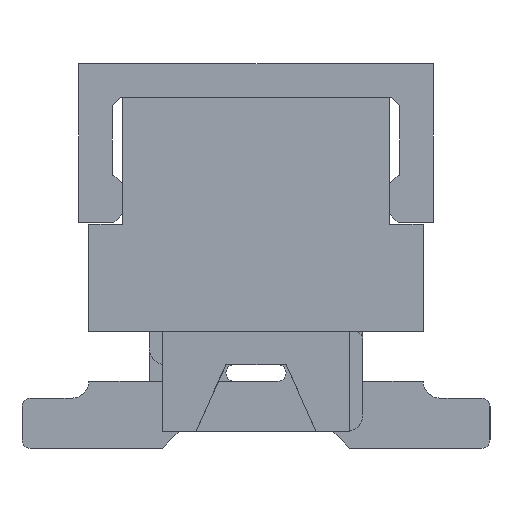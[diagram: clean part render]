
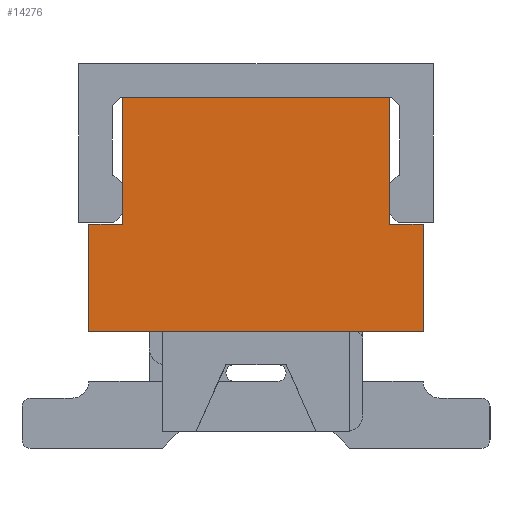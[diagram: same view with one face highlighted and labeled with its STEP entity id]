
A CAD part, left-side view. The second image highlights one B-rep face of the part: STEP entity #14276.
In plain terms, the highlighted face is planar.
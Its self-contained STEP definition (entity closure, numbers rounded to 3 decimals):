
#462=PLANE('',#15374);
#4090=ORIENTED_EDGE('',*,*,#6346,.F.);
#4091=ORIENTED_EDGE('',*,*,#6453,.F.);
#4092=ORIENTED_EDGE('',*,*,#6802,.T.);
#4093=ORIENTED_EDGE('',*,*,#6406,.T.);
#4094=ORIENTED_EDGE('',*,*,#6341,.F.);
#4095=ORIENTED_EDGE('',*,*,#6481,.T.);
#4096=ORIENTED_EDGE('',*,*,#6477,.F.);
#4097=ORIENTED_EDGE('',*,*,#6479,.F.);
#6341=EDGE_CURVE('',#8032,#8033,#9523,.T.);
#6346=EDGE_CURVE('',#8037,#8035,#9528,.T.);
#6406=EDGE_CURVE('',#8089,#8033,#9587,.T.);
#6453=EDGE_CURVE('',#8123,#8037,#9630,.T.);
#6477=EDGE_CURVE('',#8141,#8130,#9651,.T.);
#6479=EDGE_CURVE('',#8035,#8141,#9653,.T.);
#6481=EDGE_CURVE('',#8032,#8130,#9655,.T.);
#6802=EDGE_CURVE('',#8123,#8089,#9976,.T.);
#8032=VERTEX_POINT('',#21936);
#8033=VERTEX_POINT('',#21938);
#8035=VERTEX_POINT('',#21943);
#8037=VERTEX_POINT('',#21947);
#8089=VERTEX_POINT('',#22068);
#8123=VERTEX_POINT('',#22153);
#8130=VERTEX_POINT('',#22177);
#8141=VERTEX_POINT('',#22198);
#9523=LINE('',#21937,#11309);
#9528=LINE('',#21948,#11314);
#9587=LINE('',#22067,#11373);
#9630=LINE('',#22154,#11416);
#9651=LINE('',#22199,#11437);
#9653=LINE('',#22202,#11439);
#9655=LINE('',#22205,#11441);
#9976=LINE('',#22845,#11762);
#11309=VECTOR('',#17966,1000.);
#11314=VECTOR('',#17973,1000.);
#11373=VECTOR('',#18050,1000.);
#11416=VECTOR('',#18111,1000.);
#11437=VECTOR('',#18144,1000.);
#11439=VECTOR('',#18148,1000.);
#11441=VECTOR('',#18152,1000.);
#11762=VECTOR('',#18727,1000.);
#12668=EDGE_LOOP('',(#4090,#4091,#4092,#4093,#4094,#4095,#4096,#4097));
#13398=FACE_BOUND('',#12668,.T.);
#14276=ADVANCED_FACE('',(#13398),#462,.T.);
#15374=AXIS2_PLACEMENT_3D('',#22844,#18725,#18726);
#17966=DIRECTION('',(0.,1.,0.));
#17973=DIRECTION('',(0.,1.,0.));
#18050=DIRECTION('',(0.,0.,1.));
#18111=DIRECTION('',(0.,0.,1.));
#18144=DIRECTION('',(0.,1.,0.));
#18148=DIRECTION('',(0.,0.,1.));
#18152=DIRECTION('',(0.,0.,1.));
#18725=DIRECTION('',(1.,0.,0.));
#18726=DIRECTION('',(0.,0.,-1.));
#18727=DIRECTION('',(0.,1.,0.));
#21936=CARTESIAN_POINT('',(7.38,2.,0.6));
#21937=CARTESIAN_POINT('',(7.38,-2.5,0.6));
#21938=CARTESIAN_POINT('',(7.38,2.5,0.6));
#21943=CARTESIAN_POINT('',(7.38,-2.,0.6));
#21947=CARTESIAN_POINT('',(7.38,-2.5,0.6));
#21948=CARTESIAN_POINT('',(7.38,-2.5,0.6));
#22067=CARTESIAN_POINT('',(7.38,2.5,-1.));
#22068=CARTESIAN_POINT('',(7.38,2.5,-1.));
#22153=CARTESIAN_POINT('',(7.38,-2.5,-1.));
#22154=CARTESIAN_POINT('',(7.38,-2.5,-1.));
#22177=CARTESIAN_POINT('',(7.38,2.,2.5));
#22198=CARTESIAN_POINT('',(7.38,-2.,2.5));
#22199=CARTESIAN_POINT('',(7.38,-2.,2.5));
#22202=CARTESIAN_POINT('',(7.38,-2.,0.6));
#22205=CARTESIAN_POINT('',(7.38,2.,0.6));
#22844=CARTESIAN_POINT('',(7.38,-2.5,-1.));
#22845=CARTESIAN_POINT('',(7.38,-2.5,-1.));
